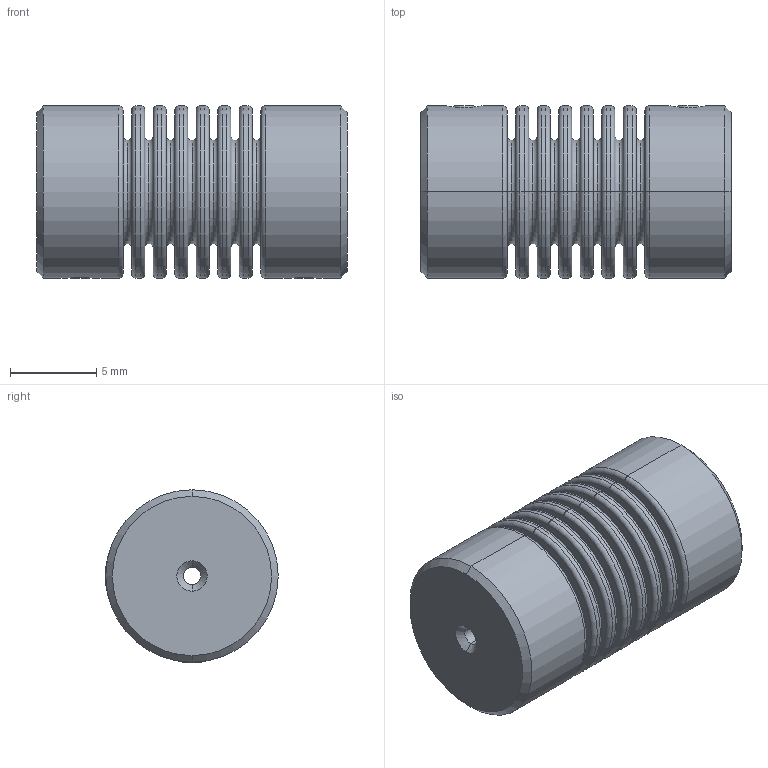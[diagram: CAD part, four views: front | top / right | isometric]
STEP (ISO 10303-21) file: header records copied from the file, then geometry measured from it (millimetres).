
FILE_DESCRIPTION (( 'STEP AP203' ), '1' );
FILE_NAME ('CL6-10.step', '2012-04-24T05:04:12', ( '' ), ( '' ), 'SwSTEP 2.0', 'SolidWorks 2010', '' );
FILE_SCHEMA (( 'CONFIG_CONTROL_DESIGN' ));
Length unit declared in the file: millimetre
Products named in the file (1): CL6-10
Bounding box: 18 x 10 x 10 mm (x, y, z)
Volume: 1207.4 mm3; surface area: 1545 mm2
Topology: 5 solids, 5 shells, 182 faces, 402 edges, 244 vertices
Faces by surface type: plane 58, torus 56, cylinder 40, cone 24, bspline 4
Entity records: 5404 total; most frequent: CARTESIAN_POINT 1212, DIRECTION 938, ORIENTED_EDGE 804, EDGE_CURVE 402, AXIS2_PLACEMENT_3D 397, VERTEX_POINT 244, CIRCLE 218, EDGE_LOOP 206
